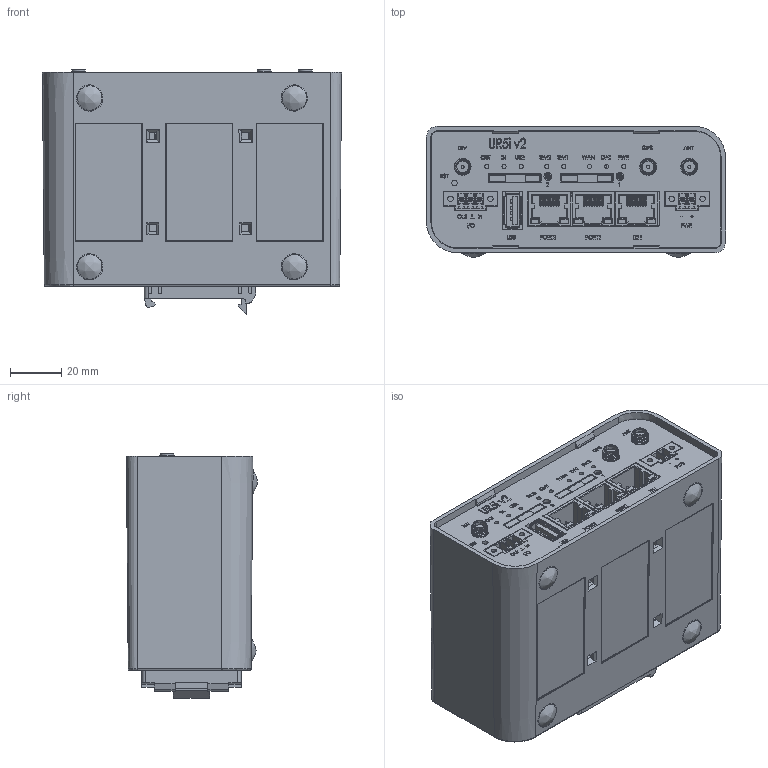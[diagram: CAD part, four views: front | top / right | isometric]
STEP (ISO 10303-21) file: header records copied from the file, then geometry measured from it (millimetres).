
FILE_DESCRIPTION (( 'STEP AP214' ), '1' );
FILE_NAME ('UR5i_v2F_DGA.STEP', '2019-02-06T11:40:34', ( '' ), ( '' ), 'SwSTEP 2.0', 'SolidWorks 2018', '' );
FILE_SCHEMA (( 'AUTOMOTIVE_DESIGN' ));
Length unit declared in the file: millimetre
Products named in the file (22): 691325110002_02; 691325110003_02; User Library-Rj45-1; SIM_holder; 691325110002_01; UR5i_v2F_DGA; 691325110002_04; BB-CPD2-x_BB-CPD2-G; SIM_912283001___ _________; 505_CPC2_UR5i_v2F_3A_NL_DGA; USB-A_DＧaut; 691325110003_04; 691325110003_06; 691325110003_01; 691325110002; CPK2 box; 691325110003_03; SMA-J-P-H-ST-EM3; 691325110002_05; 691325110002_03; 691325110003; 691325110003_05
Assembly tree (27 placements, depth 3):
  UR5i_v2F_DGA
    505_CPC2_UR5i_v2F_3A_NL_DGA
    CPK2 box
    691325110002
      691325110002_01
      691325110002_02
      691325110002_03
      691325110002_04
      691325110002_05
    691325110003
      691325110003_01
      691325110003_02
      691325110003_03
      691325110003_04
      691325110003_05
      691325110003_06
    SIM_912283001___ _________  x2
    SIM_holder  x2
    SMA-J-P-H-ST-EM3  x3
    USB-A_DＧaut
    User Library-Rj45-1  x3
    BB-CPD2-x_BB-CPD2-G
Bounding box: 116.96 x 51.31 x 95.76 mm (x, y, z)
Volume: 23112.4 mm3; surface area: 102361.6 mm2
Topology: 24 solids, 27 shells, 5266 faces, 14055 edges, 8993 vertices
Faces by surface type: plane 3328, cylinder 1151, bspline 489, torus 224, cone 70, sphere 4
Entity records: 295801 total; most frequent: CARTESIAN_POINT 194521, ORIENTED_EDGE 19582, DIRECTION 16006, EDGE_CURVE 9794, VECTOR 7152, LINE 7152, VERTEX_POINT 6327, AXIS2_PLACEMENT_3D 4427
